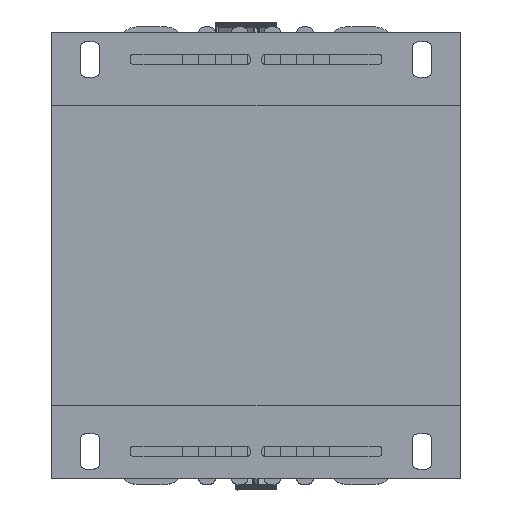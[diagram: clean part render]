
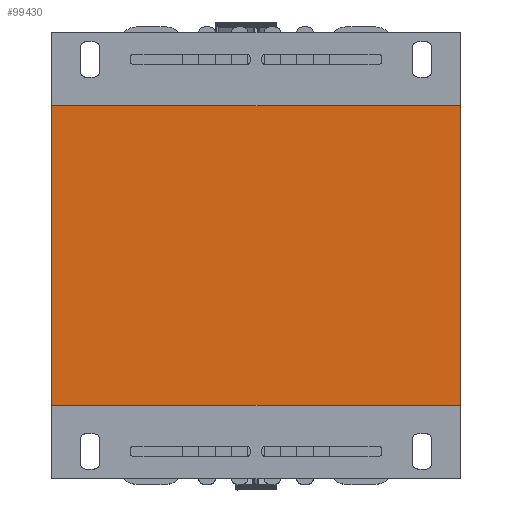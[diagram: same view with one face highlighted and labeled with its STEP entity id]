
A CAD part, top view. The second image highlights one B-rep face of the part: STEP entity #99430.
In plain terms, the highlighted planar face has unit normal (0, 0, 1).
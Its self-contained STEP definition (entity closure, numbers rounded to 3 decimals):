
#2888=FACE_OUTER_BOUND('',#7949,.T.);
#7949=EDGE_LOOP('',(#61944,#61945,#61946,#61947));
#13225=LINE('',#136624,#25824);
#13259=LINE('',#136708,#25858);
#13261=LINE('',#136712,#25860);
#13262=LINE('',#136713,#25861);
#25824=VECTOR('',#111215,1.);
#25858=VECTOR('',#111293,10.);
#25860=VECTOR('',#111297,1.);
#25861=VECTOR('',#111298,1.);
#38422=VERTEX_POINT('',#136620);
#38424=VERTEX_POINT('',#136623);
#38452=VERTEX_POINT('',#136707);
#38453=VERTEX_POINT('',#136711);
#47688=EDGE_CURVE('',#38424,#38422,#13225,.T.);
#47730=EDGE_CURVE('',#38424,#38452,#13259,.T.);
#47732=EDGE_CURVE('',#38453,#38422,#13261,.T.);
#47733=EDGE_CURVE('',#38453,#38452,#13262,.T.);
#61944=ORIENTED_EDGE('',*,*,#47732,.F.);
#61945=ORIENTED_EDGE('',*,*,#47733,.T.);
#61946=ORIENTED_EDGE('',*,*,#47730,.F.);
#61947=ORIENTED_EDGE('',*,*,#47688,.T.);
#90253=PLANE('',#104828);
#99430=ADVANCED_FACE('',(#2888),#90253,.T.);
#104828=AXIS2_PLACEMENT_3D('',#136710,#111295,#111296);
#111215=DIRECTION('',(1.,0.,0.));
#111293=DIRECTION('',(0.,1.,0.));
#111295=DIRECTION('center_axis',(0.,0.,1.));
#111296=DIRECTION('ref_axis',(0.,-1.,0.));
#111297=DIRECTION('',(0.,-1.,0.));
#111298=DIRECTION('',(-1.,0.,0.));
#136620=CARTESIAN_POINT('',(765.285,-394.691,87.5));
#136623=CARTESIAN_POINT('',(615.285,-394.691,87.5));
#136624=CARTESIAN_POINT('',(765.285,-394.691,87.5));
#136707=CARTESIAN_POINT('',(615.285,-284.691,87.5));
#136708=CARTESIAN_POINT('',(615.285,-294.691,87.5));
#136710=CARTESIAN_POINT('Origin',(615.285,-294.691,87.5));
#136711=CARTESIAN_POINT('',(765.285,-284.691,87.5));
#136712=CARTESIAN_POINT('',(765.285,-294.691,87.5));
#136713=CARTESIAN_POINT('',(765.285,-284.691,87.5));
